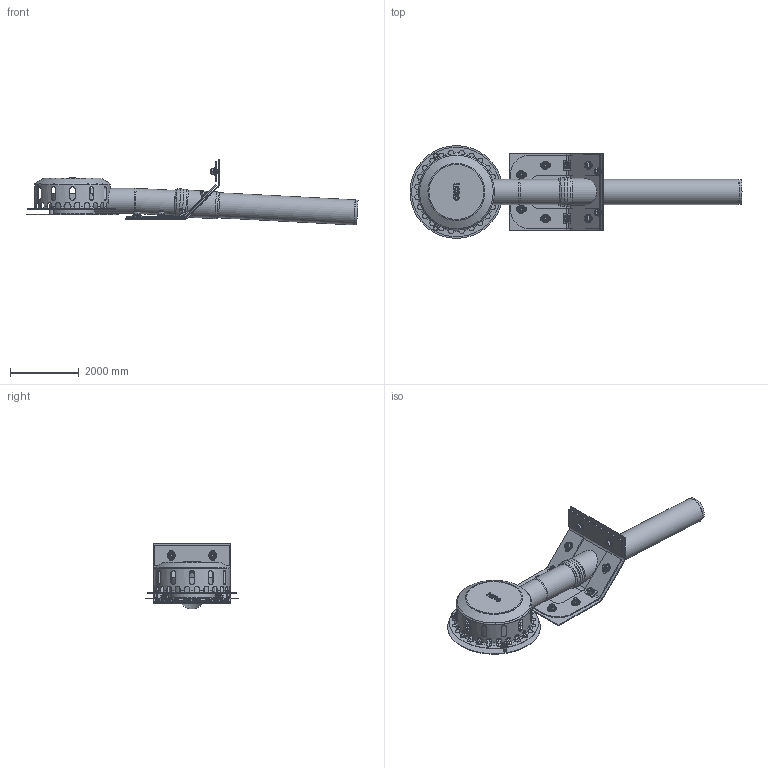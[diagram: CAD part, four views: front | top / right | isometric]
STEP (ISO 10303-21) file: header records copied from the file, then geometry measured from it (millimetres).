
FILE_DESCRIPTION(/* description */ (''),/* implementation_level */ '2;1');
FILE_NAME(/* name */ '01357.070X_3D.stp',/* time_stamp */ '2024-12-11T13:26:23+01:00',/* author */ ('CAD'),/* organization */ (''),/* preprocessor_version */ 'ST-DEVELOPER v20',/* originating_system */ 'AutoCAD Mechanical',/* authorisation */ '');
FILE_SCHEMA (('AUTOMOTIVE_DESIGN { 1 0 10303 214 3 1 1 }'));
Products named in the file (2): Product; *S0
Assembly tree (1 placements, depth 2):
  Product
    *S0
Bounding box: 9651.58 x 2700 x 1916.04 mm (x, y, z)
Volume: 993461174.9 mm3; surface area: 108139247.6 mm2
Topology: 42 solids, 42 shells, 2440 faces, 6772 edges, 4388 vertices
Faces by surface type: plane 1741, cone 319, cylinder 238, torus 125, bspline 9, sphere 8
Full cylindrical faces by diameter (mm): 80 x2, 83.76 x10, 86.5 x2, 99.999 x10, 100 x2, 110 x2, 130 x8, 240 x8, 700 x3, 730 x4, 756 x1, 786 x2, 800 x1, 806 x2, 836 x1, 1290 x1, 1330 x2, 2180 x1, 2200 x1, 2700 x1
Entity records: 84462 total; most frequent: CARTESIAN_POINT 20704, ORIENTED_EDGE 13534, DIRECTION 12096, EDGE_CURVE 6767, LINE 5264, VECTOR 5264, VERTEX_POINT 4382, AXIS2_PLACEMENT_3D 3416
